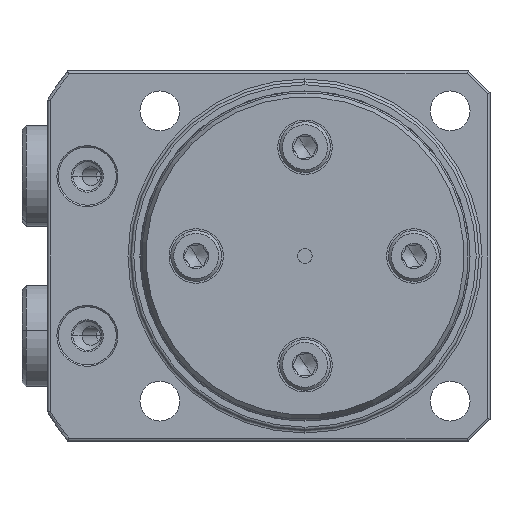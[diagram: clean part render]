
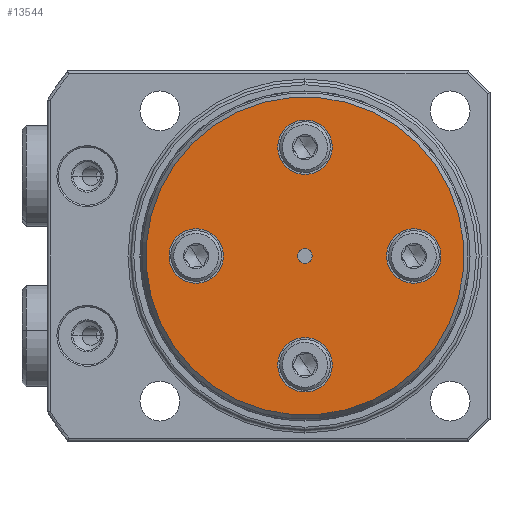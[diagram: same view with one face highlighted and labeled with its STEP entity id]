
A CAD part, front view. The second image highlights one B-rep face of the part: STEP entity #13544.
In plain terms, the highlighted planar face has unit normal (0, -1, 0).
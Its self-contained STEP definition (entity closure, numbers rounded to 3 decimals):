
#115 = AXIS2_PLACEMENT_3D ( 'NONE', #6677, #6678, #6679 ) ;
#123 = AXIS2_PLACEMENT_3D ( 'NONE', #6653, #6654, #6655 ) ;
#131 = AXIS2_PLACEMENT_3D ( 'NONE', #6629, #6630, #6631 ) ;
#141 = AXIS2_PLACEMENT_3D ( 'NONE', #6599, #6603, #6604 ) ;
#149 = AXIS2_PLACEMENT_3D ( 'NONE', #6587, #6588, #6589 ) ;
#516 = FACE_OUTER_BOUND ( 'NONE', #3721, .T. ) ;
#517 = FACE_BOUND ( 'NONE', #3722, .T. ) ;
#519 = FACE_BOUND ( 'NONE', #3717, .T. ) ;
#521 = FACE_BOUND ( 'NONE', #3700, .T. ) ;
#522 = AXIS2_PLACEMENT_3D ( 'NONE', #7627, #7628, #7629 ) ;
#523 = FACE_BOUND ( 'NONE', #3702, .T. ) ;
#528 = FACE_BOUND ( 'NONE', #3689, .T. ) ;
#3109 = CIRCLE ( 'NONE', #8483, 21.923 ) ;
#3155 = CIRCLE ( 'NONE', #115, 3.75 ) ;
#3159 = CIRCLE ( 'NONE', #123, 3.75 ) ;
#3163 = CIRCLE ( 'NONE', #131, 3.75 ) ;
#3167 = CIRCLE ( 'NONE', #141, 3.75 ) ;
#3177 = CIRCLE ( 'NONE', #149, 1. ) ;
#3234 = CIRCLE ( 'NONE', #5352, 21.923 ) ;
#3235 = CIRCLE ( 'NONE', #5342, 3.75 ) ;
#3236 = CIRCLE ( 'NONE', #5346, 3.75 ) ;
#3237 = CIRCLE ( 'NONE', #5340, 3.75 ) ;
#3238 = CIRCLE ( 'NONE', #5341, 3.75 ) ;
#3239 = CIRCLE ( 'NONE', #5343, 1. ) ;
#3277 = EDGE_CURVE ( 'NONE', #9813, #6169, #3239, .T. ) ;
#3278 = EDGE_CURVE ( 'NONE', #9848, #6201, #3238, .T. ) ;
#3279 = EDGE_CURVE ( 'NONE', #9830, #9839, #3237, .T. ) ;
#3280 = EDGE_CURVE ( 'NONE', #6174, #9764, #3236, .T. ) ;
#3281 = EDGE_CURVE ( 'NONE', #6177, #9743, #3235, .T. ) ;
#3282 = EDGE_CURVE ( 'NONE', #9800, #9783, #3234, .T. ) ;
#3404 = EDGE_CURVE ( 'NONE', #6169, #9813, #3177, .T. ) ;
#3409 = EDGE_CURVE ( 'NONE', #6201, #9848, #3167, .T. ) ;
#3418 = EDGE_CURVE ( 'NONE', #9839, #9830, #3163, .T. ) ;
#3426 = EDGE_CURVE ( 'NONE', #9764, #6174, #3159, .T. ) ;
#3434 = EDGE_CURVE ( 'NONE', #9743, #6177, #3155, .T. ) ;
#3689 = EDGE_LOOP ( 'NONE', ( #10825, #10823 ) ) ;
#3700 = EDGE_LOOP ( 'NONE', ( #10824, #10819 ) ) ;
#3702 = EDGE_LOOP ( 'NONE', ( #10827, #10821 ) ) ;
#3717 = EDGE_LOOP ( 'NONE', ( #10822, #10817 ) ) ;
#3721 = EDGE_LOOP ( 'NONE', ( #10818, #10814 ) ) ;
#3722 = EDGE_LOOP ( 'NONE', ( #10820, #10815 ) ) ;
#4741 = CARTESIAN_POINT ( 'NONE',  ( 0., 0., 1. ) ) ;
#4746 = CARTESIAN_POINT ( 'NONE',  ( -10.607, 0., 6.857 ) ) ;
#4749 = CARTESIAN_POINT ( 'NONE',  ( -10.607, 0., -14.357 ) ) ;
#4773 = CARTESIAN_POINT ( 'NONE',  ( 10.607, 0., -6.857 ) ) ;
#4778 = CARTESIAN_POINT ( 'NONE',  ( -10.607, 0., -6.857 ) ) ;
#4789 = CARTESIAN_POINT ( 'NONE',  ( -10.607, 0., 14.357 ) ) ;
#4799 = CARTESIAN_POINT ( 'NONE',  ( 0., 0., 21.923 ) ) ;
#4808 = CARTESIAN_POINT ( 'NONE',  ( 0., 0., -21.923 ) ) ;
#4815 = CARTESIAN_POINT ( 'NONE',  ( 0., 0., -1. ) ) ;
#4824 = CARTESIAN_POINT ( 'NONE',  ( 10.607, 0., 6.857 ) ) ;
#4829 = CARTESIAN_POINT ( 'NONE',  ( 10.607, 0., 14.357 ) ) ;
#4834 = CARTESIAN_POINT ( 'NONE',  ( 10.607, 0., -14.357 ) ) ;
#5340 = AXIS2_PLACEMENT_3D ( 'NONE', #10989, #10990, #10991 ) ;
#5341 = AXIS2_PLACEMENT_3D ( 'NONE', #10986, #10987, #10988 ) ;
#5342 = AXIS2_PLACEMENT_3D ( 'NONE', #10995, #10996, #10997 ) ;
#5343 = AXIS2_PLACEMENT_3D ( 'NONE', #10983, #10984, #10985 ) ;
#5346 = AXIS2_PLACEMENT_3D ( 'NONE', #10992, #10993, #10994 ) ;
#5352 = AXIS2_PLACEMENT_3D ( 'NONE', #10998, #10999, #11000 ) ;
#6169 = VERTEX_POINT ( 'NONE', #4741 ) ;
#6174 = VERTEX_POINT ( 'NONE', #4746 ) ;
#6177 = VERTEX_POINT ( 'NONE', #4749 ) ;
#6201 = VERTEX_POINT ( 'NONE', #4773 ) ;
#6587 = CARTESIAN_POINT ( 'NONE',  ( 0., 0., 0. ) ) ;
#6588 = DIRECTION ( 'NONE',  ( 0., -1., 0. ) ) ;
#6589 = DIRECTION ( 'NONE',  ( 0., 0., -1. ) ) ;
#6599 = CARTESIAN_POINT ( 'NONE',  ( 10.607, 0., -10.607 ) ) ;
#6603 = DIRECTION ( 'NONE',  ( 0., -1., 0. ) ) ;
#6604 = DIRECTION ( 'NONE',  ( 0., 0., -1. ) ) ;
#6629 = CARTESIAN_POINT ( 'NONE',  ( 10.607, 0., 10.607 ) ) ;
#6630 = DIRECTION ( 'NONE',  ( 0., -1., 0. ) ) ;
#6631 = DIRECTION ( 'NONE',  ( 0., 0., -1. ) ) ;
#6653 = CARTESIAN_POINT ( 'NONE',  ( -10.607, 0., 10.607 ) ) ;
#6654 = DIRECTION ( 'NONE',  ( 0., -1., 0. ) ) ;
#6655 = DIRECTION ( 'NONE',  ( 0., 0., -1. ) ) ;
#6677 = CARTESIAN_POINT ( 'NONE',  ( -10.607, 0., -10.607 ) ) ;
#6678 = DIRECTION ( 'NONE',  ( 0., -1., 0. ) ) ;
#6679 = DIRECTION ( 'NONE',  ( 0., 0., -1. ) ) ;
#7626 = PLANE ( 'NONE',  #522 ) ;
#7627 = CARTESIAN_POINT ( 'NONE',  ( -21.923, 0., 0. ) ) ;
#7628 = DIRECTION ( 'NONE',  ( 0., -1., 0. ) ) ;
#7629 = DIRECTION ( 'NONE',  ( 0., 0., -1. ) ) ;
#8483 = AXIS2_PLACEMENT_3D ( 'NONE', #9312, #9316, #9317 ) ;
#9312 = CARTESIAN_POINT ( 'NONE',  ( 0., 0., 0. ) ) ;
#9316 = DIRECTION ( 'NONE',  ( 0., 1., 0. ) ) ;
#9317 = DIRECTION ( 'NONE',  ( 0., 0., 1. ) ) ;
#9743 = VERTEX_POINT ( 'NONE', #4778 ) ;
#9764 = VERTEX_POINT ( 'NONE', #4789 ) ;
#9783 = VERTEX_POINT ( 'NONE', #4799 ) ;
#9800 = VERTEX_POINT ( 'NONE', #4808 ) ;
#9813 = VERTEX_POINT ( 'NONE', #4815 ) ;
#9830 = VERTEX_POINT ( 'NONE', #4824 ) ;
#9839 = VERTEX_POINT ( 'NONE', #4829 ) ;
#9848 = VERTEX_POINT ( 'NONE', #4834 ) ;
#10814 = ORIENTED_EDGE ( 'NONE', *, *, #3282, .F. ) ;
#10815 = ORIENTED_EDGE ( 'NONE', *, *, #3434, .F. ) ;
#10817 = ORIENTED_EDGE ( 'NONE', *, *, #3426, .F. ) ;
#10818 = ORIENTED_EDGE ( 'NONE', *, *, #11262, .F. ) ;
#10819 = ORIENTED_EDGE ( 'NONE', *, *, #3418, .F. ) ;
#10820 = ORIENTED_EDGE ( 'NONE', *, *, #3281, .F. ) ;
#10821 = ORIENTED_EDGE ( 'NONE', *, *, #3409, .F. ) ;
#10822 = ORIENTED_EDGE ( 'NONE', *, *, #3280, .F. ) ;
#10823 = ORIENTED_EDGE ( 'NONE', *, *, #3404, .F. ) ;
#10824 = ORIENTED_EDGE ( 'NONE', *, *, #3279, .F. ) ;
#10825 = ORIENTED_EDGE ( 'NONE', *, *, #3277, .F. ) ;
#10827 = ORIENTED_EDGE ( 'NONE', *, *, #3278, .F. ) ;
#10983 = CARTESIAN_POINT ( 'NONE',  ( 0., 0., 0. ) ) ;
#10984 = DIRECTION ( 'NONE',  ( 0., -1., 0. ) ) ;
#10985 = DIRECTION ( 'NONE',  ( 0., 0., -1. ) ) ;
#10986 = CARTESIAN_POINT ( 'NONE',  ( 10.607, 0., -10.607 ) ) ;
#10987 = DIRECTION ( 'NONE',  ( 0., -1., 0. ) ) ;
#10988 = DIRECTION ( 'NONE',  ( 0., 0., -1. ) ) ;
#10989 = CARTESIAN_POINT ( 'NONE',  ( 10.607, 0., 10.607 ) ) ;
#10990 = DIRECTION ( 'NONE',  ( 0., -1., 0. ) ) ;
#10991 = DIRECTION ( 'NONE',  ( 0., 0., -1. ) ) ;
#10992 = CARTESIAN_POINT ( 'NONE',  ( -10.607, 0., 10.607 ) ) ;
#10993 = DIRECTION ( 'NONE',  ( 0., -1., 0. ) ) ;
#10994 = DIRECTION ( 'NONE',  ( 0., 0., -1. ) ) ;
#10995 = CARTESIAN_POINT ( 'NONE',  ( -10.607, 0., -10.607 ) ) ;
#10996 = DIRECTION ( 'NONE',  ( 0., -1., 0. ) ) ;
#10997 = DIRECTION ( 'NONE',  ( 0., 0., -1. ) ) ;
#10998 = CARTESIAN_POINT ( 'NONE',  ( 0., 0., 0. ) ) ;
#10999 = DIRECTION ( 'NONE',  ( 0., 1., 0. ) ) ;
#11000 = DIRECTION ( 'NONE',  ( 0., 0., 1. ) ) ;
#11262 = EDGE_CURVE ( 'NONE', #9783, #9800, #3109, .T. ) ;
#13544 = ADVANCED_FACE ( 'NONE', ( #528, #523, #521, #519, #517, #516 ), #7626, .T. ) ;
